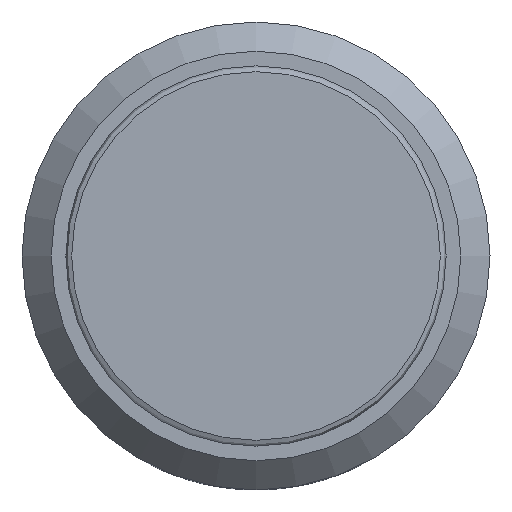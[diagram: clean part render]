
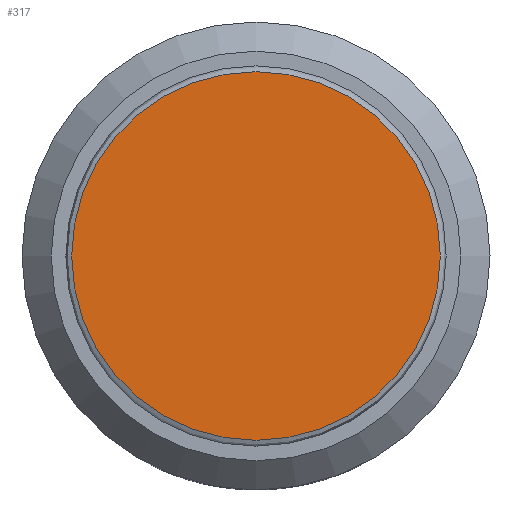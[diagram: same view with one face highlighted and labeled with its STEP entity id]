
A CAD part, left-side view. The second image highlights one B-rep face of the part: STEP entity #317.
In plain terms, the highlighted planar face has unit normal (-1, 0, 0).
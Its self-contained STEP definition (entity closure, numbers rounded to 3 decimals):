
#31=PLANE('',#341);
#39=ORIENTED_EDGE('',*,*,#77,.T.);
#77=EDGE_CURVE('',#96,#96,#113,.T.);
#96=VERTEX_POINT('',#446);
#113=CIRCLE('',#342,3.15);
#128=EDGE_LOOP('',(#39));
#158=FACE_BOUND('',#128,.T.);
#317=ADVANCED_FACE('',(#158),#31,.T.);
#341=AXIS2_PLACEMENT_3D('',#444,#378,#379);
#342=AXIS2_PLACEMENT_3D('',#445,#380,#381);
#378=DIRECTION('',(-1.,0.,0.));
#379=DIRECTION('',(0.,1.,0.));
#380=DIRECTION('',(-1.,0.,0.));
#381=DIRECTION('',(0.,1.,0.));
#444=CARTESIAN_POINT('',(-0.3,0.,0.));
#445=CARTESIAN_POINT('',(-0.3,0.,0.));
#446=CARTESIAN_POINT('',(-0.3,3.15,0.));
